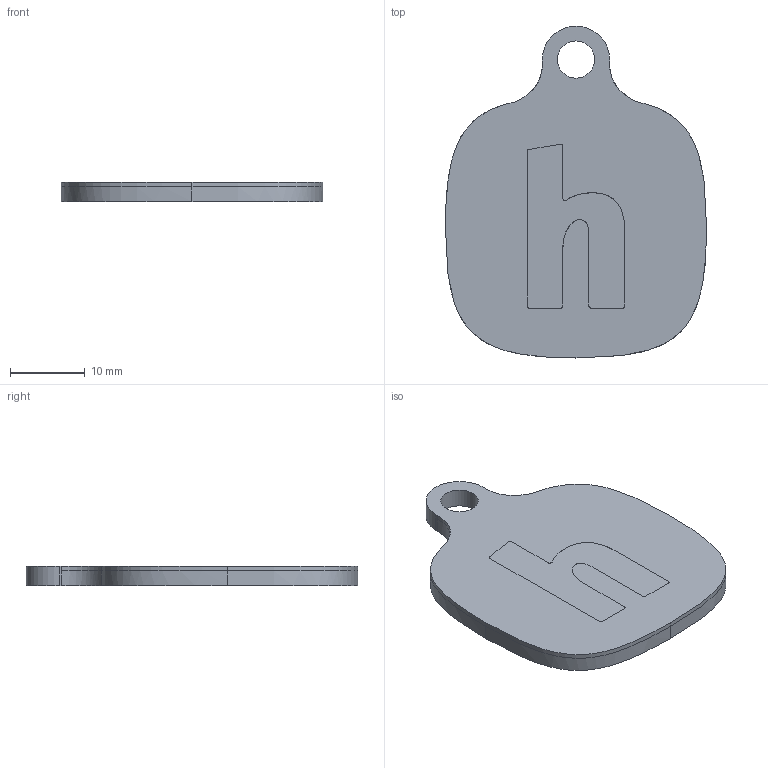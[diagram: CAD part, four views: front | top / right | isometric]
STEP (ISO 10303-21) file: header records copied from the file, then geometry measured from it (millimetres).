
FILE_DESCRIPTION(/* description */ ('','CAx-IF Rec.Pracs.---Representation and Presentation of Product Manufacturing Information (PMI)---4.0---2014-10-13'),/* implementation_level */ '2;1');
FILE_NAME(/* name */ 'keychaincomp.step',/* time_stamp */ '2024-12-20T18:43:36-05:00',/* author */ (''),/* organization */ (''),/* preprocessor_version */ 'ST-DEVELOPER v20',/* originating_system */ 'Autodesk Translation Framework v13.20.0.188',/* authorisation */ '');
FILE_SCHEMA (('AP242_MANAGED_MODEL_BASED_3D_ENGINEERING_MIM_LF { 1 0 10303 442 1 1 4 }'));
Length unit declared in the file: millimetre
Products named in the file (3): keychain; text; frame
Assembly tree (2 placements, depth 2):
  keychain
    text
    frame
Bounding box: 35.03 x 44.53 x 2.6 mm (x, y, z)
Volume: 2770.8 mm3; surface area: 4301.9 mm2
Topology: 2 solids, 3 shells, 64 faces, 164 edges, 107 vertices
Faces by surface type: bspline 38, plane 23, cylinder 3
Full cylindrical faces by diameter (mm): 5 x1, 26.5 x1
Entity records: 2371 total; most frequent: CARTESIAN_POINT 1052, ORIENTED_EDGE 328, EDGE_CURVE 164, DIRECTION 164, VERTEX_POINT 107, LINE 90, VECTOR 90, EDGE_LOOP 67
